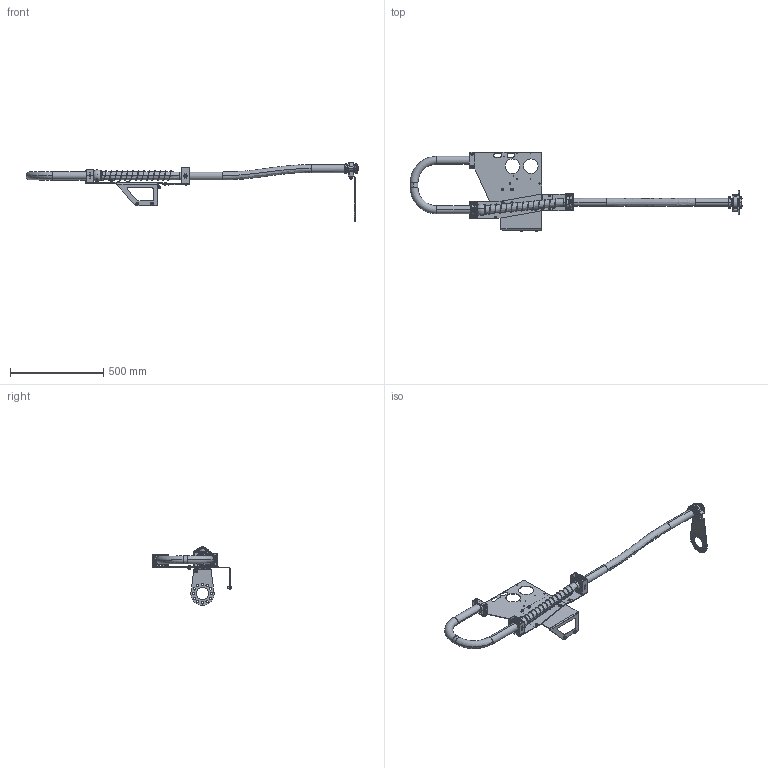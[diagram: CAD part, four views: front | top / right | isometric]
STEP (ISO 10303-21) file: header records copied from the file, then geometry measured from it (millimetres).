
FILE_DESCRIPTION (( 'STEP AP203' ), '1' );
FILE_NAME ('P2403-1.STEP', '2020-04-06T09:41:17', ( '' ), ( '' ), 'SwSTEP 2.0', 'SolidWorks 2019', '' );
FILE_SCHEMA (( 'CONFIG_CONTROL_DESIGN' ));
Length unit declared in the file: millimetre
Products named in the file (1): P2403-1
Bounding box: 1783.36 x 427.6 x 314.19 mm (x, y, z)
Volume: 2062724.4 mm3; surface area: 1315147.5 mm2
Topology: 59 solids, 60 shells, 2991 faces, 7468 edges, 4613 vertices
Faces by surface type: plane 985, cylinder 958, bspline 552, torus 208, cone 198, sphere 90
Entity records: 115183 total; most frequent: CARTESIAN_POINT 46144, ORIENTED_EDGE 14634, DIRECTION 14124, EDGE_CURVE 7317, AXIS2_PLACEMENT_3D 5527, VERTEX_POINT 4610, EDGE_LOOP 3409, CIRCLE 3087
